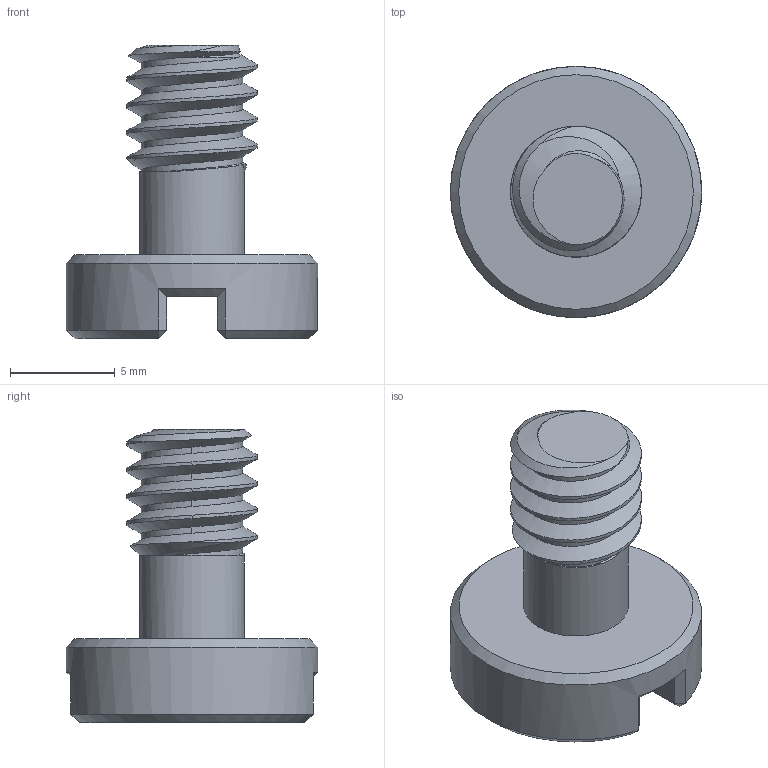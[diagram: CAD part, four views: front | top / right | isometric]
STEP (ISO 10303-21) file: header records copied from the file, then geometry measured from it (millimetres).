
FILE_DESCRIPTION(/* description */ (''),/* implementation_level */ '2;1');
FILE_NAME(/* name */ 'Camera Screw.step',/* time_stamp */ '2019-07-26T23:35:29+10:00',/* author */ (''),/* organization */ (''),/* preprocessor_version */ 'ST-DEVELOPER v18',/* originating_system */ 'Autodesk Translation Framework v8.2.0.1029',/* authorisation */ '');
FILE_SCHEMA (('AUTOMOTIVE_DESIGN { 1 0 10303 214 3 1 1 }'));
Length unit declared in the file: millimetre
Products named in the file (2): Bolt Nut; 1/4 camera screw
Assembly tree (1 placements, depth 2):
  Bolt Nut
    1/4 camera screw
Bounding box: 12 x 12 x 14 mm (x, y, z)
Volume: 604.5 mm3; surface area: 615.7 mm2
Topology: 1 solids, 1 shells, 47 faces, 118 edges, 74 vertices
Faces by surface type: plane 19, cylinder 13, cone 10, bspline 5
Full cylindrical faces by diameter (mm): 4.839 x4, 5 x1, 6.248 x3, 12 x1
Entity records: 2508 total; most frequent: CARTESIAN_POINT 1488, ORIENTED_EDGE 228, DIRECTION 168, EDGE_CURVE 114, VERTEX_POINT 72, AXIS2_PLACEMENT_3D 67, B_SPLINE_CURVE_WITH_KNOTS 48, EDGE_LOOP 46
